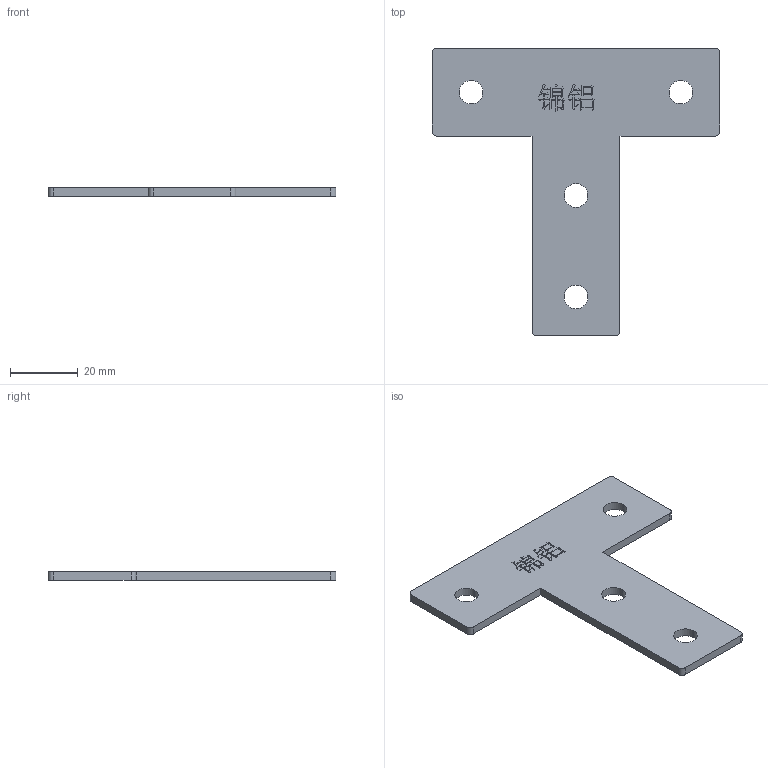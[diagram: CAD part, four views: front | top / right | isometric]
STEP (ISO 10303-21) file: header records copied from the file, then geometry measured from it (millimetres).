
FILE_DESCRIPTION (( 'STEP AP214' ), '1' );
FILE_NAME ('3030-T型连接板.STEP', '2019-07-26T00:50:47', ( '微软用户' ), ( '微软中国' ), 'SwSTEP 2.0', 'SolidWorks 2015', '' );
FILE_SCHEMA (( 'AUTOMOTIVE_DESIGN' ));
Length unit declared in the file: millimetre
Products named in the file (1): 3030-T倰蟀諉啣
Bounding box: 85 x 85 x 2.5 mm (x, y, z)
Volume: 8961.8 mm3; surface area: 8270.9 mm2
Topology: 1 solids, 1 shells, 178 faces, 501 edges, 334 vertices
Faces by surface type: plane 136, bspline 28, cylinder 14
Entity records: 6615 total; most frequent: CARTESIAN_POINT 2122, ORIENTED_EDGE 1002, DIRECTION 775, EDGE_CURVE 501, LINE 417, VECTOR 417, VERTEX_POINT 334, EDGE_LOOP 195
